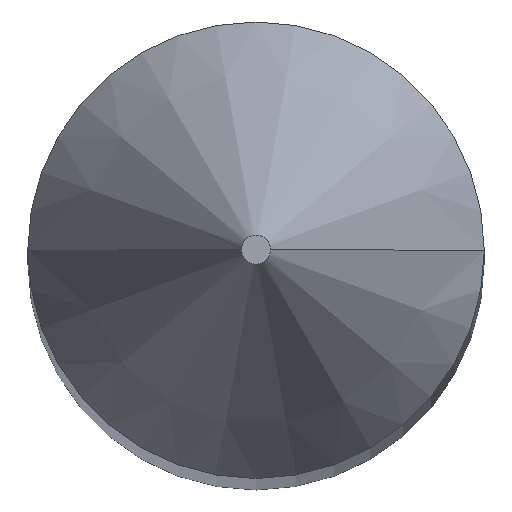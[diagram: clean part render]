
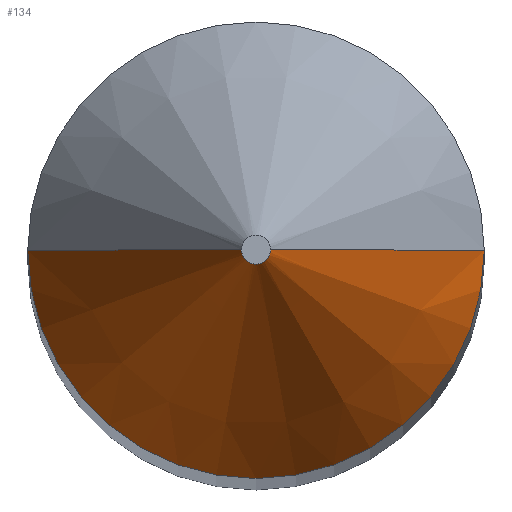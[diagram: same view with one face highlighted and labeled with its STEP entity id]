
A CAD part, top view. The second image highlights one B-rep face of the part: STEP entity #134.
In plain terms, the highlighted conical face has half-angle 30 degrees and reference radius 0.102 mm.
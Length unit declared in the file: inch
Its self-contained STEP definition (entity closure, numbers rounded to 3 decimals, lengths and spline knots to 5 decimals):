
#8 = CIRCLE ( 'NONE', #234, 0.004 ) ;
#11 = DIRECTION ( 'NONE',  ( 0.5, 0., -0.866 ) ) ;
#13 = CARTESIAN_POINT ( 'NONE',  ( 0., 0., 1.89868 ) ) ;
#28 = CARTESIAN_POINT ( 'NONE',  ( 0., 0., 2. ) ) ;
#40 = CARTESIAN_POINT ( 'NONE',  ( -0.0625, 0., 1.89868 ) ) ;
#45 = EDGE_CURVE ( 'NONE', #103, #193, #214, .T. ) ;
#52 = CIRCLE ( 'NONE', #78, 0.0625 ) ;
#54 = FACE_OUTER_BOUND ( 'NONE', #68, .T. ) ;
#58 = CARTESIAN_POINT ( 'NONE',  ( 0.0625, 0., 1.89868 ) ) ;
#63 = VERTEX_POINT ( 'NONE', #160 ) ;
#68 = EDGE_LOOP ( 'NONE', ( #105, #154, #147, #208 ) ) ;
#78 = AXIS2_PLACEMENT_3D ( 'NONE', #13, #128, #161 ) ;
#103 = VERTEX_POINT ( 'NONE', #125 ) ;
#105 = ORIENTED_EDGE ( 'NONE', *, *, #123, .T. ) ;
#106 = CARTESIAN_POINT ( 'NONE',  ( 0., 0., 2. ) ) ;
#109 = DIRECTION ( 'NONE',  ( 0., 0., -1. ) ) ;
#123 = EDGE_CURVE ( 'NONE', #103, #63, #8, .T. ) ;
#125 = CARTESIAN_POINT ( 'NONE',  ( 0.004, 0., 2. ) ) ;
#128 = DIRECTION ( 'NONE',  ( 0., 0., -1. ) ) ;
#130 = LINE ( 'NONE', #199, #157 ) ;
#134 = ADVANCED_FACE ( 'NONE', ( #54 ), #212, .T. ) ;
#142 = DIRECTION ( 'NONE',  ( -1., 0., 0. ) ) ;
#145 = DIRECTION ( 'NONE',  ( 0., 0., -1. ) ) ;
#147 = ORIENTED_EDGE ( 'NONE', *, *, #159, .F. ) ;
#152 = VECTOR ( 'NONE', #11, 39.37008 ) ;
#154 = ORIENTED_EDGE ( 'NONE', *, *, #177, .T. ) ;
#157 = VECTOR ( 'NONE', #211, 39.37008 ) ;
#159 = EDGE_CURVE ( 'NONE', #193, #195, #52, .T. ) ;
#160 = CARTESIAN_POINT ( 'NONE',  ( -0.004, 0., 2. ) ) ;
#161 = DIRECTION ( 'NONE',  ( -1., 0., 0. ) ) ;
#177 = EDGE_CURVE ( 'NONE', #63, #195, #130, .T. ) ;
#178 = DIRECTION ( 'NONE',  ( 1., 0., 0. ) ) ;
#193 = VERTEX_POINT ( 'NONE', #58 ) ;
#195 = VERTEX_POINT ( 'NONE', #40 ) ;
#199 = CARTESIAN_POINT ( 'NONE',  ( -0.004, 0., 2. ) ) ;
#208 = ORIENTED_EDGE ( 'NONE', *, *, #45, .F. ) ;
#211 = DIRECTION ( 'NONE',  ( -0.5, 0., -0.866 ) ) ;
#212 = CONICAL_SURFACE ( 'NONE', #241, 0.004, 0.524 ) ;
#214 = LINE ( 'NONE', #242, #152 ) ;
#234 = AXIS2_PLACEMENT_3D ( 'NONE', #28, #145, #142 ) ;
#241 = AXIS2_PLACEMENT_3D ( 'NONE', #106, #109, #178 ) ;
#242 = CARTESIAN_POINT ( 'NONE',  ( 0.004, 0., 2. ) ) ;
